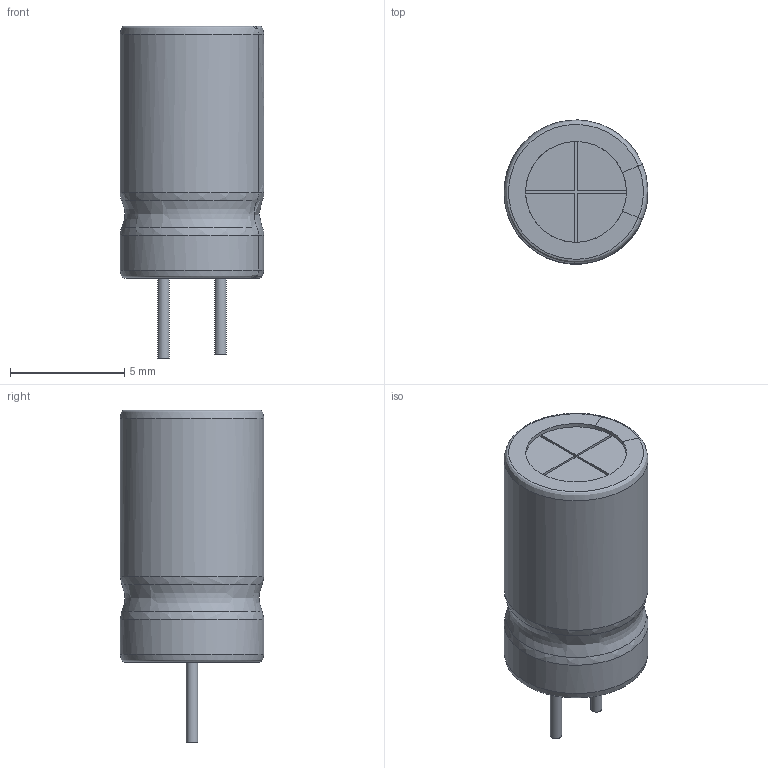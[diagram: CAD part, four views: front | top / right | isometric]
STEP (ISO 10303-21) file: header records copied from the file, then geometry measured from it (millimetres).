
FILE_DESCRIPTION(('FreeCAD Model'),'2;1');
FILE_NAME('Polarised_Radial_TH_D6.3xP2.5xH11.0xLD0.5mm.stp','2021-08-10T12:38:58',('Kevin Bibby'),( 'Optimised Product Design'),'Open CASCADE STEP processor 7.3', 'FreeCAD','Unknown');
FILE_SCHEMA(('AUTOMOTIVE_DESIGN { 1 0 10303 214 1 1 1 1 }'));
Length unit declared in the file: millimetre
Products named in the file (1): CP_Radial_D63mm_P250mm001
Bounding box: 6.3 x 6.29 x 14.53 mm (x, y, z)
Volume: 331.7 mm3; surface area: 331.6 mm2
Topology: 1 solids, 2 shells, 46 faces, 107 edges, 68 vertices
Faces by surface type: bspline 46
Entity records: 2194 total; most frequent: CARTESIAN_POINT 1228, ORIENTED_EDGE 214, EDGE_CURVE 107, VERTEX_POINT 68, B_SPLINE_CURVE_WITH_KNOTS 64, FACE_BOUND 49, EDGE_LOOP 49, ADVANCED_FACE 46
